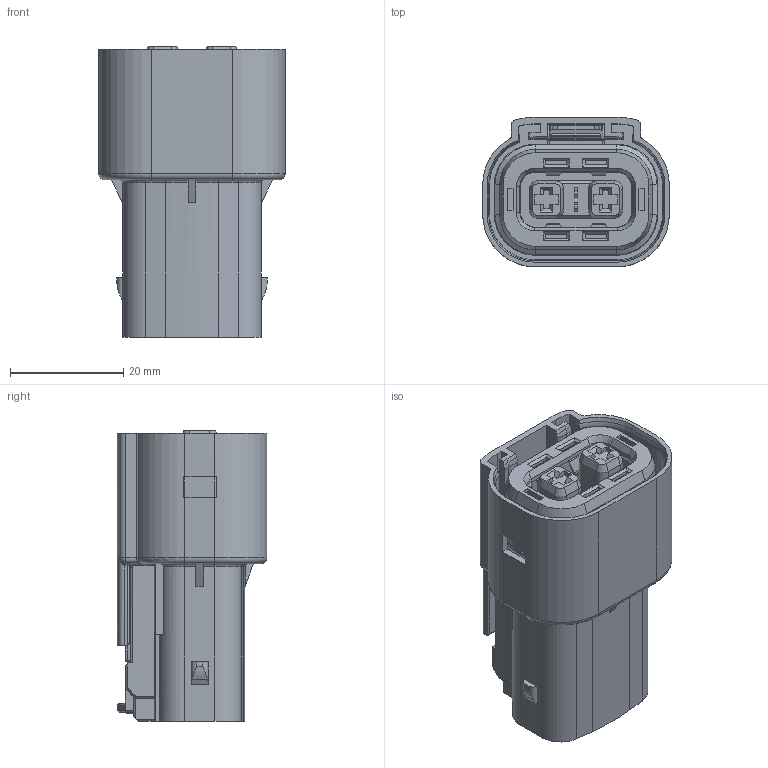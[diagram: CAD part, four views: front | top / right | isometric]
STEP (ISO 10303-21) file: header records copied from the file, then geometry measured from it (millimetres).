
FILE_DESCRIPTION((''),'2;1');
FILE_NAME('C-4-2103177-4','2013-11-13T',('workeradm'),('Tyco Electronics Ltd.'),'PRO/ENGINEER BY PARAMETRIC TECHNOLOGY CORPORATION, 2013050','PRO/ENGINEER BY PARAMETRIC TECHNOLOGY CORPORATION, 2013050','');
FILE_SCHEMA(('AUTOMOTIVE_DESIGN { 1 0 10303 214 1 1 1 1 }'));
Length unit declared in the file: millimetre
Products named in the file (1): C-4-2103177-4
Bounding box: 32.9 x 26.4 x 51.25 mm (x, y, z)
Volume: 21308.4 mm3; surface area: 16988.7 mm2
Topology: 1 solids, 1 shells, 963 faces, 2550 edges, 1594 vertices
Faces by surface type: plane 557, cylinder 268, torus 65, cone 42, bspline 27, sphere 4
Entity records: 31832 total; most frequent: CARTESIAN_POINT 7866, ORIENTED_EDGE 5096, DIRECTION 4812, EDGE_CURVE 2548, VECTOR 1770, LINE 1770, VERTEX_POINT 1594, AXIS2_PLACEMENT_3D 1521
